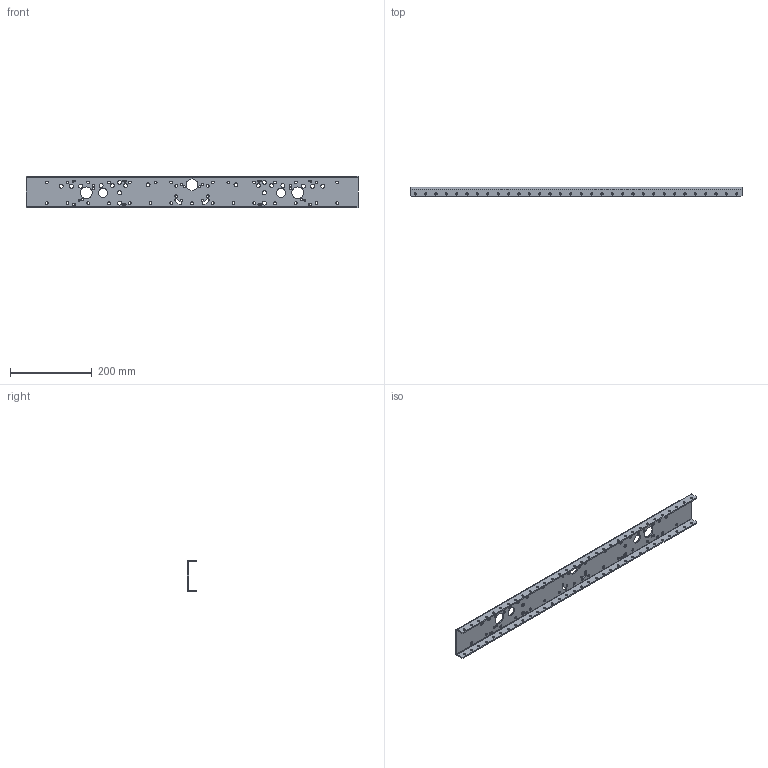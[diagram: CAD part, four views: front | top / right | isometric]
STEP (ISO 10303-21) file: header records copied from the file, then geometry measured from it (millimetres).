
FILE_DESCRIPTION (( 'STEP AP203' ), '1' );
FILE_NAME ('am-3921a AM14U4 Outside Plate.STEP', '2021-07-16T15:53:34', ( '' ), ( '' ), 'SwSTEP 2.0', 'SolidWorks 2021', '' );
FILE_SCHEMA (( 'CONFIG_CONTROL_DESIGN' ));
Length unit declared in the file: inch
Products named in the file (1): am-3921a AM14U4 Outside Plate
Bounding box: 812.8 x 22.23 x 77.72 mm (x, y, z)
Volume: 269813.7 mm3; surface area: 186344.5 mm2
Topology: 1 solids, 1 shells, 340 faces, 998 edges, 660 vertices
Faces by surface type: cylinder 314, plane 26
Entity records: 12357 total; most frequent: DIRECTION 2308, CARTESIAN_POINT 1999, ORIENTED_EDGE 1996, EDGE_CURVE 998, AXIS2_PLACEMENT_3D 969, VERTEX_POINT 660, EDGE_LOOP 648, CIRCLE 628
